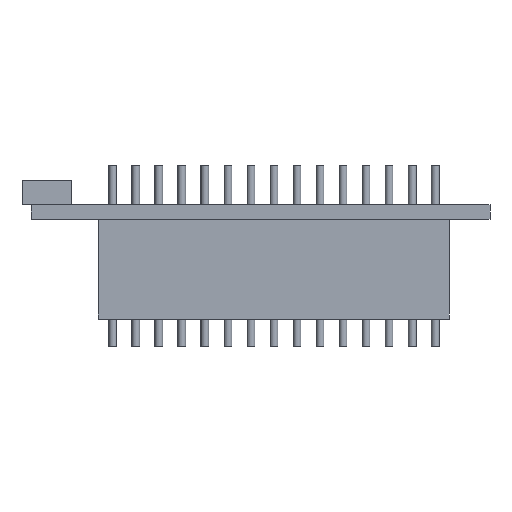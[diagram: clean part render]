
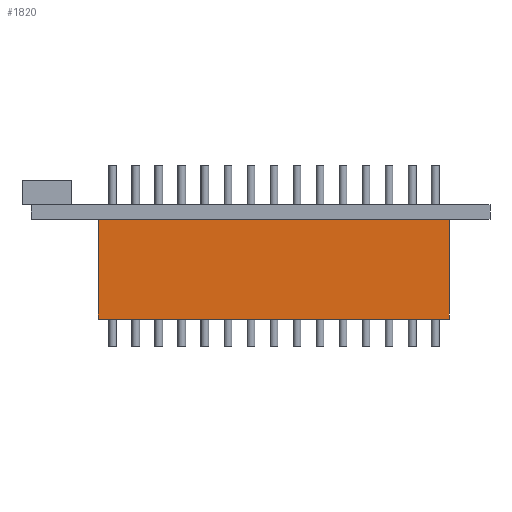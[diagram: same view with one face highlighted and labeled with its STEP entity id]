
A CAD part, left-side view. The second image highlights one B-rep face of the part: STEP entity #1820.
In plain terms, the highlighted planar face has unit normal (-1, 0, 0).
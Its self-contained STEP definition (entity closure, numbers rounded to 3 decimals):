
#108=PLANE('',#2036);
#220=FACE_OUTER_BOUND('',#362,.T.);
#362=EDGE_LOOP('',(#1389,#1390,#1391,#1392));
#538=LINE('',#3034,#650);
#539=LINE('',#3037,#651);
#540=LINE('',#3039,#652);
#541=LINE('',#3040,#653);
#650=VECTOR('',#2454,10.);
#651=VECTOR('',#2457,10.);
#652=VECTOR('',#2458,10.);
#653=VECTOR('',#2459,10.);
#910=VERTEX_POINT('',#3028);
#912=VERTEX_POINT('',#3032);
#913=VERTEX_POINT('',#3036);
#914=VERTEX_POINT('',#3038);
#1096=EDGE_CURVE('',#910,#912,#538,.T.);
#1097=EDGE_CURVE('',#910,#913,#539,.T.);
#1098=EDGE_CURVE('',#914,#912,#540,.T.);
#1099=EDGE_CURVE('',#913,#914,#541,.T.);
#1389=ORIENTED_EDGE('',*,*,#1097,.F.);
#1390=ORIENTED_EDGE('',*,*,#1096,.T.);
#1391=ORIENTED_EDGE('',*,*,#1098,.F.);
#1392=ORIENTED_EDGE('',*,*,#1099,.F.);
#1820=ADVANCED_FACE('',(#220),#108,.T.);
#2036=AXIS2_PLACEMENT_3D('',#3035,#2455,#2456);
#2454=DIRECTION('',(0.,0.,-1.));
#2455=DIRECTION('center_axis',(-1.,0.,0.));
#2456=DIRECTION('ref_axis',(0.,1.,0.));
#2457=DIRECTION('',(0.,-1.,0.));
#2458=DIRECTION('',(0.,1.,0.));
#2459=DIRECTION('',(0.,0.,-1.));
#3028=CARTESIAN_POINT('',(0.475,43.17,0.));
#3032=CARTESIAN_POINT('',(0.475,43.17,-11.));
#3034=CARTESIAN_POINT('',(0.475,43.17,0.));
#3035=CARTESIAN_POINT('Origin',(0.475,4.47,0.));
#3036=CARTESIAN_POINT('',(0.475,4.47,0.));
#3037=CARTESIAN_POINT('',(0.475,14.885,0.));
#3038=CARTESIAN_POINT('',(0.475,4.47,-11.));
#3039=CARTESIAN_POINT('',(0.475,43.17,-11.));
#3040=CARTESIAN_POINT('',(0.475,4.47,0.));
